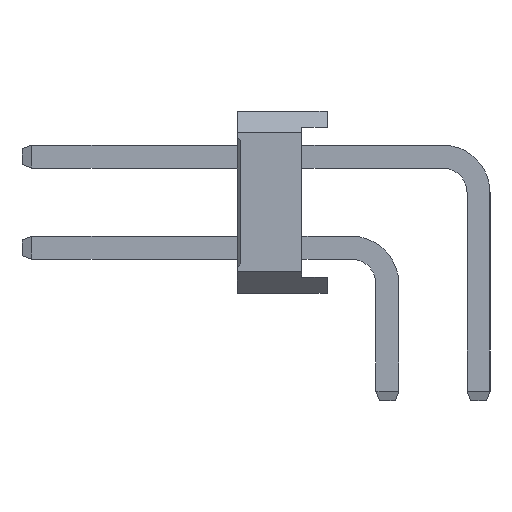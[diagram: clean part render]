
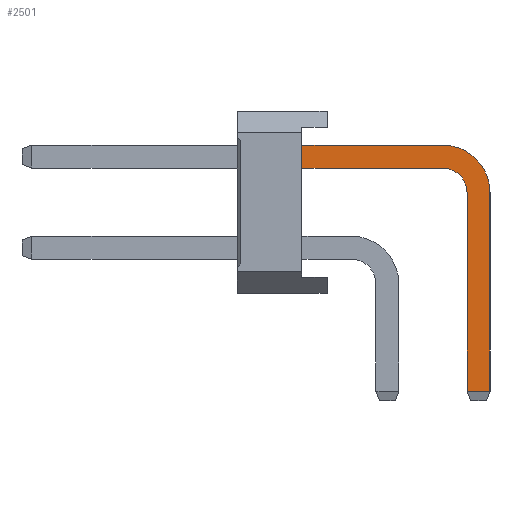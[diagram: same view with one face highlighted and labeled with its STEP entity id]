
A CAD part, left-side view. The second image highlights one B-rep face of the part: STEP entity #2501.
In plain terms, the highlighted planar face has unit normal (-1, 0, 0).
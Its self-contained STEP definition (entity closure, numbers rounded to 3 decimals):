
#2501=ADVANCED_FACE('',(#7969),#7971,.T.);
#7969=FACE_BOUND('',#7970,.T.);
#7970=EDGE_LOOP('',(#12285,#12286,#12287,#12288,#12289,#12290,#12291,#12292));
#7971=PLANE('',#7972);
#7972=AXIS2_PLACEMENT_3D('',#7973,#7974,#7975);
#7973=CARTESIAN_POINT('',(-0.32,-2.22,-3.));
#7974=DIRECTION('',(-1.,0.,0.));
#7975=DIRECTION('',(0.,-1.,0.));
#12285=ORIENTED_EDGE('',*,*,#14922,.T.);
#12286=ORIENTED_EDGE('',*,*,#14923,.T.);
#12287=ORIENTED_EDGE('',*,*,#14924,.T.);
#12288=ORIENTED_EDGE('',*,*,#14925,.T.);
#12289=ORIENTED_EDGE('',*,*,#14223,.T.);
#12290=ORIENTED_EDGE('',*,*,#14921,.F.);
#12291=ORIENTED_EDGE('',*,*,#14926,.F.);
#12292=ORIENTED_EDGE('',*,*,#14927,.F.);
#14223=EDGE_CURVE('',#16166,#16164,#16167,.T.);
#14921=EDGE_CURVE('',#17266,#16164,#17268,.T.);
#14922=EDGE_CURVE('',#17269,#17270,#17271,.T.);
#14923=EDGE_CURVE('',#17270,#17272,#17273,.T.);
#14924=EDGE_CURVE('',#17272,#17274,#17275,.T.);
#14925=EDGE_CURVE('',#17274,#16166,#17276,.T.);
#14926=EDGE_CURVE('',#17277,#17266,#17278,.T.);
#14927=EDGE_CURVE('',#17269,#17277,#17279,.T.);
#16164=VERTEX_POINT('',#19446);
#16166=VERTEX_POINT('',#19450);
#16167=LINE('',#19451,#19452);
#17266=VERTEX_POINT('',#21990);
#17268=LINE('',#21994,#21995);
#17269=VERTEX_POINT('',#21997);
#17270=VERTEX_POINT('',#21998);
#17271=LINE('',#21999,#22000);
#17272=VERTEX_POINT('',#22002);
#17273=LINE('',#22003,#22004);
#17274=VERTEX_POINT('',#22006);
#17275=CIRCLE('',#22007,1.32);
#17276=LINE('',#22011,#22012);
#17277=VERTEX_POINT('',#22014);
#17278=CIRCLE('',#22015,0.68);
#17279=LINE('',#22019,#22020);
#19446=CARTESIAN_POINT('',(-0.32,2.38,3.49));
#19450=CARTESIAN_POINT('',(-0.32,2.38,4.13));
#19451=CARTESIAN_POINT('',(-0.32,2.38,4.13));
#19452=VECTOR('',#19453,1.);
#19453=DIRECTION('',(0.,0.,-1.));
#21990=CARTESIAN_POINT('',(-0.32,-1.54,3.49));
#21994=CARTESIAN_POINT('',(-0.32,-1.54,3.49));
#21995=VECTOR('',#21996,1.);
#21996=DIRECTION('',(0.,1.,0.));
#21997=CARTESIAN_POINT('',(-0.32,-2.22,-2.725));
#21998=CARTESIAN_POINT('',(-0.32,-2.86,-2.725));
#21999=CARTESIAN_POINT('',(-0.32,-2.22,-2.725));
#22000=VECTOR('',#22001,1.);
#22001=DIRECTION('',(0.,-1.,0.));
#22002=CARTESIAN_POINT('',(-0.32,-2.86,2.81));
#22003=CARTESIAN_POINT('',(-0.32,-2.86,-2.725));
#22004=VECTOR('',#22005,1.);
#22005=DIRECTION('',(0.,0.,1.));
#22006=CARTESIAN_POINT('',(-0.32,-1.54,4.13));
#22007=AXIS2_PLACEMENT_3D('',#22008,#22009,#22010);
#22008=CARTESIAN_POINT('',(-0.32,-1.54,2.81));
#22009=DIRECTION('',(-1.,0.,0.));
#22010=DIRECTION('',(0.,-1.,0.));
#22011=CARTESIAN_POINT('',(-0.32,-1.54,4.13));
#22012=VECTOR('',#22013,1.);
#22013=DIRECTION('',(0.,1.,0.));
#22014=CARTESIAN_POINT('',(-0.32,-2.22,2.81));
#22015=AXIS2_PLACEMENT_3D('',#22016,#22017,#22018);
#22016=CARTESIAN_POINT('',(-0.32,-1.54,2.81));
#22017=DIRECTION('',(-1.,0.,0.));
#22018=DIRECTION('',(0.,-1.,0.));
#22019=CARTESIAN_POINT('',(-0.32,-2.22,-2.725));
#22020=VECTOR('',#22021,1.);
#22021=DIRECTION('',(0.,0.,1.));
